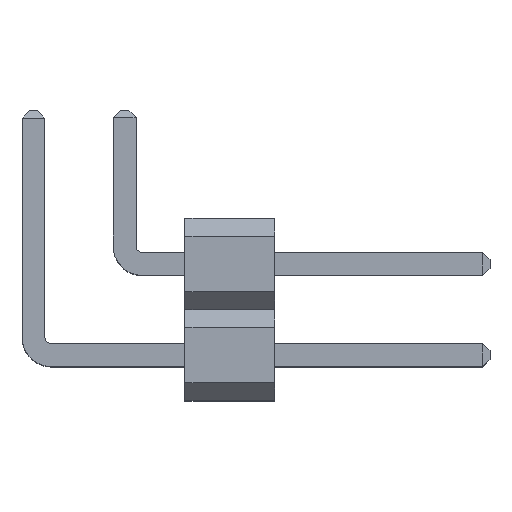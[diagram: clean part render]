
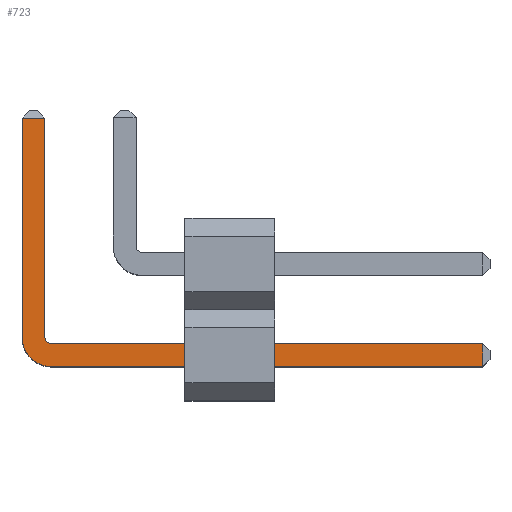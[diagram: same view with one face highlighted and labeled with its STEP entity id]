
A CAD part, top view. The second image highlights one B-rep face of the part: STEP entity #723.
In plain terms, the highlighted planar face has unit normal (0, 0, 1).
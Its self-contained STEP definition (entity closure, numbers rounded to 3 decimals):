
#91 = EDGE_CURVE ( 'NONE', #2005, #2851, #266, .T. ) ;
#95 = EDGE_CURVE ( 'NONE', #2005, #2003, #5483, .T. ) ;
#96 = EDGE_CURVE ( 'NONE', #2849, #2003, #5488, .T. ) ;
#100 = EDGE_CURVE ( 'NONE', #2231, #2849, #5511, .T. ) ;
#102 = EDGE_CURVE ( 'NONE', #2231, #2139, #264, .T. ) ;
#103 = EDGE_CURVE ( 'NONE', #2851, #2236, #5503, .T. ) ;
#105 = EDGE_CURVE ( 'NONE', #2236, #2850, #5523, .T. ) ;
#108 = EDGE_CURVE ( 'NONE', #2139, #2850, #5515, .T. ) ;
#264 = CIRCLE ( 'NONE', #7828, 0.82 ) ;
#266 = CIRCLE ( 'NONE', #8394, 0.18 ) ;
#723 = ADVANCED_FACE ( 'NONE', ( #6617 ), #4015, .T. ) ;
#1958 = EDGE_LOOP ( 'NONE', ( #2329, #2178, #2212, #2010, #2197, #2126, #2360, #2617 ) ) ;
#2003 = VERTEX_POINT ( 'NONE', #6716 ) ;
#2005 = VERTEX_POINT ( 'NONE', #6712 ) ;
#2010 = ORIENTED_EDGE ( 'NONE', *, *, #102, .F. ) ;
#2126 = ORIENTED_EDGE ( 'NONE', *, *, #96, .T. ) ;
#2139 = VERTEX_POINT ( 'NONE', #7007 ) ;
#2178 = ORIENTED_EDGE ( 'NONE', *, *, #105, .T. ) ;
#2197 = ORIENTED_EDGE ( 'NONE', *, *, #100, .T. ) ;
#2212 = ORIENTED_EDGE ( 'NONE', *, *, #108, .F. ) ;
#2231 = VERTEX_POINT ( 'NONE', #6982 ) ;
#2236 = VERTEX_POINT ( 'NONE', #6978 ) ;
#2329 = ORIENTED_EDGE ( 'NONE', *, *, #103, .T. ) ;
#2360 = ORIENTED_EDGE ( 'NONE', *, *, #95, .F. ) ;
#2617 = ORIENTED_EDGE ( 'NONE', *, *, #91, .T. ) ;
#2849 = VERTEX_POINT ( 'NONE', #6833 ) ;
#2850 = VERTEX_POINT ( 'NONE', #6832 ) ;
#2851 = VERTEX_POINT ( 'NONE', #6831 ) ;
#4015 = PLANE ( 'NONE',  #6609 ) ;
#4016 = CARTESIAN_POINT ( 'NONE',  ( -7.788, -2.463, 1.154 ) ) ;
#4018 = DIRECTION ( 'NONE',  ( 1., 0., 0. ) ) ;
#4023 = DIRECTION ( 'NONE',  ( 0., 0., 1. ) ) ;
#5480 = DIRECTION ( 'NONE',  ( 0., 1., 0. ) ) ;
#5483 = LINE ( 'NONE', #5486, #7763 ) ;
#5485 = DIRECTION ( 'NONE',  ( 1., 0., 0. ) ) ;
#5486 = CARTESIAN_POINT ( 'NONE',  ( -7.788, -2.463, 1.154 ) ) ;
#5487 = CARTESIAN_POINT ( 'NONE',  ( 4.232, -2.463, 1.154 ) ) ;
#5488 = LINE ( 'NONE', #5487, #7805 ) ;
#5490 = DIRECTION ( 'NONE',  ( 0., 1., 0. ) ) ;
#5491 = CARTESIAN_POINT ( 'NONE',  ( -7.788, -3.103, 1.154 ) ) ;
#5492 = CARTESIAN_POINT ( 'NONE',  ( -8.608, 3.823, 1.154 ) ) ;
#5501 = DIRECTION ( 'NONE',  ( 0., 1., 0. ) ) ;
#5502 = CARTESIAN_POINT ( 'NONE',  ( -7.968, -2.283, 1.154 ) ) ;
#5503 = LINE ( 'NONE', #5502, #8007 ) ;
#5505 = DIRECTION ( 'NONE',  ( -1., 0., 0. ) ) ;
#5506 = DIRECTION ( 'NONE',  ( 0., 0., -1. ) ) ;
#5510 = DIRECTION ( 'NONE',  ( 1., 0., 0. ) ) ;
#5511 = LINE ( 'NONE', #5491, #7836 ) ;
#5515 = LINE ( 'NONE', #5525, #8331 ) ;
#5522 = DIRECTION ( 'NONE',  ( -1., 0., 0. ) ) ;
#5523 = LINE ( 'NONE', #5492, #8182 ) ;
#5525 = CARTESIAN_POINT ( 'NONE',  ( -8.608, -2.283, 1.154 ) ) ;
#5530 = CARTESIAN_POINT ( 'NONE',  ( -7.788, -2.283, 1.154 ) ) ;
#5531 = DIRECTION ( 'NONE',  ( -1., 0., 0. ) ) ;
#5580 = DIRECTION ( 'NONE',  ( 0., 0., -1. ) ) ;
#5591 = CARTESIAN_POINT ( 'NONE',  ( -7.788, -2.283, 1.154 ) ) ;
#6609 = AXIS2_PLACEMENT_3D ( 'NONE', #4016, #4023, #4018 ) ;
#6617 = FACE_OUTER_BOUND ( 'NONE', #1958, .T. ) ;
#6712 = CARTESIAN_POINT ( 'NONE',  ( -7.788, -2.463, 1.154 ) ) ;
#6716 = CARTESIAN_POINT ( 'NONE',  ( 4.232, -2.463, 1.154 ) ) ;
#6831 = CARTESIAN_POINT ( 'NONE',  ( -7.968, -2.283, 1.154 ) ) ;
#6832 = CARTESIAN_POINT ( 'NONE',  ( -8.608, 3.823, 1.154 ) ) ;
#6833 = CARTESIAN_POINT ( 'NONE',  ( 4.232, -3.103, 1.154 ) ) ;
#6978 = CARTESIAN_POINT ( 'NONE',  ( -7.968, 3.823, 1.154 ) ) ;
#6982 = CARTESIAN_POINT ( 'NONE',  ( -7.788, -3.103, 1.154 ) ) ;
#7007 = CARTESIAN_POINT ( 'NONE',  ( -8.608, -2.283, 1.154 ) ) ;
#7763 = VECTOR ( 'NONE', #5485, 1000. ) ;
#7805 = VECTOR ( 'NONE', #5490, 1000. ) ;
#7828 = AXIS2_PLACEMENT_3D ( 'NONE', #5530, #5506, #5505 ) ;
#7836 = VECTOR ( 'NONE', #5510, 1000. ) ;
#8007 = VECTOR ( 'NONE', #5501, 1000. ) ;
#8182 = VECTOR ( 'NONE', #5522, 1000. ) ;
#8331 = VECTOR ( 'NONE', #5480, 1000. ) ;
#8394 = AXIS2_PLACEMENT_3D ( 'NONE', #5591, #5580, #5531 ) ;
